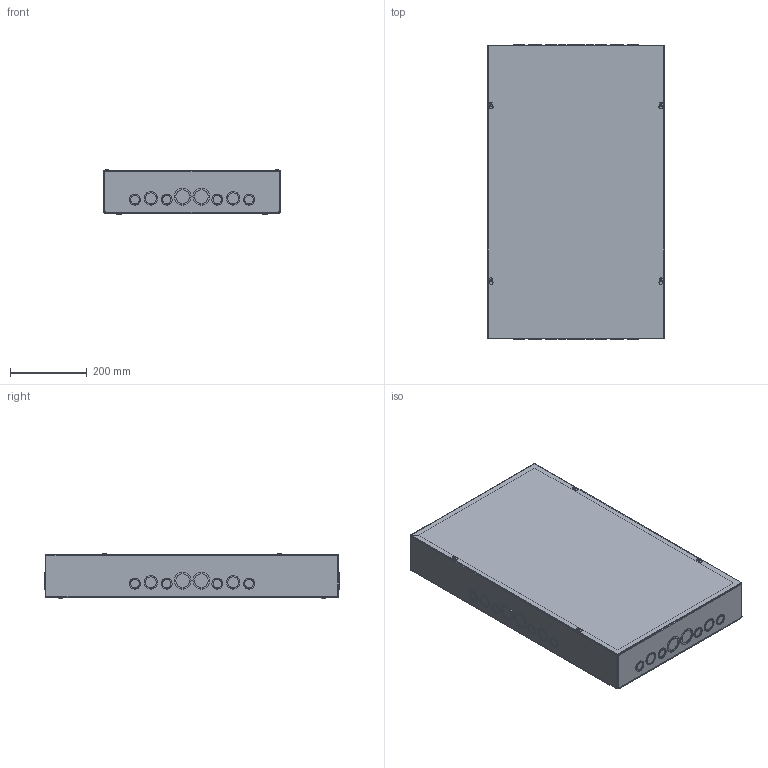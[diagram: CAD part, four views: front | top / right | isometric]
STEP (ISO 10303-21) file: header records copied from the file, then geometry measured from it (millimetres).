
FILE_DESCRIPTION(/* description */ ('BACKS - 18"X30"'),/* implementation_level */ '2;1');
FILE_NAME(/* name */ 'SC183004G.stp',/* time_stamp */ '2015-04-13T22:35:19+05:00',/* author */ ('vdas'),/* organization */ (''),/* preprocessor_version */ 'ST-DEVELOPER v15.2',/* originating_system */ 'Autodesk Inventor 2014',/* authorisation */ '');
FILE_SCHEMA (('AUTOMOTIVE_DESIGN { 1 0 10303 214 3 1 1 }'));
Length unit declared in the file: inch
Products named in the file (5): SC1830GBKP; SC183004GWRA; SC1830GLID; 34056; SC183004G
Bounding box: 463.52 x 768.32 x 119.18 mm (x, y, z)
Volume: 1651694.2 mm3; surface area: 2124426.2 mm2
Topology: 38 solids, 40 shells, 1253 faces, 3025 edges, 1919 vertices
Faces by surface type: plane 837, cylinder 265, cone 48, torus 44, bspline 39, sphere 20
Full cylindrical faces by diameter (mm): 3.759 x4, 4.166 x4, 4.191 x1, 5.803 x1, 7.62 x4, 9.754 x4
Entity records: 35600 total; most frequent: CARTESIAN_POINT 7105, ORIENTED_EDGE 5816, DIRECTION 5376, EDGE_CURVE 2716, LINE 2130, VECTOR 2130, VERTEX_POINT 1748, AXIS2_PLACEMENT_3D 1623
